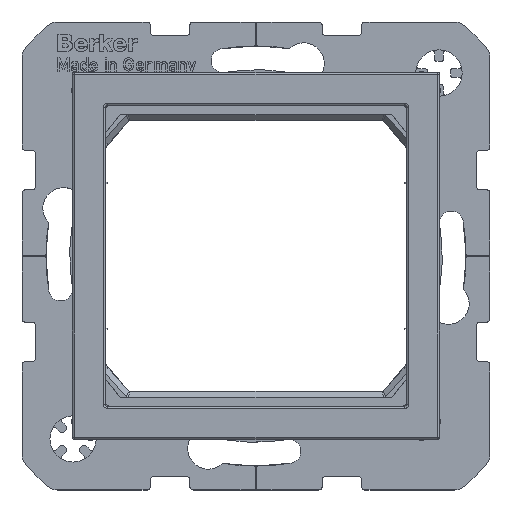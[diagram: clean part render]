
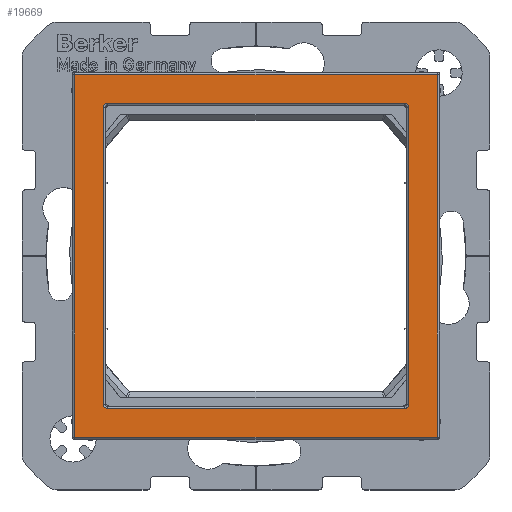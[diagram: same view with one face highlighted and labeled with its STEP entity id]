
A CAD part, top view. The second image highlights one B-rep face of the part: STEP entity #19669.
In plain terms, the highlighted face is planar.
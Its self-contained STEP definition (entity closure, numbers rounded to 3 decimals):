
#248=DIRECTION('',(1.,0.,0.));
#249=VECTOR('',#248,54.881);
#250=CARTESIAN_POINT('',(-27.44,6.2,27.44));
#251=LINE('12139',#250,#249);
#256=DIRECTION('',(0.,0.,1.));
#257=VECTOR('',#256,54.881);
#258=CARTESIAN_POINT('',(-27.44,6.2,-27.44));
#259=LINE('12142',#258,#257);
#263=DIRECTION('',(-1.,0.,0.));
#264=VECTOR('',#263,54.881);
#265=CARTESIAN_POINT('',(27.44,6.2,-27.44));
#266=LINE('12147',#265,#264);
#270=DIRECTION('',(0.,0.,-1.));
#271=VECTOR('',#270,54.881);
#272=CARTESIAN_POINT('',(27.44,6.2,27.44));
#273=LINE('12151',#272,#271);
#277=DIRECTION('',(0.,0.,-1.));
#278=VECTOR('',#277,45.006);
#279=CARTESIAN_POINT('',(23.103,6.2,22.503));
#280=LINE('15431',#279,#278);
#284=CARTESIAN_POINT('',(22.503,6.2,-23.103));
#285=CARTESIAN_POINT('',(22.527,6.2,-23.103));
#286=CARTESIAN_POINT('',(22.574,6.2,-23.1));
#287=CARTESIAN_POINT('',(22.646,6.2,-23.087));
#288=CARTESIAN_POINT('',(22.716,6.2,-23.066));
#289=CARTESIAN_POINT('',(22.782,6.2,-23.036));
#290=CARTESIAN_POINT('',(22.845,6.2,-22.998));
#291=CARTESIAN_POINT('',(22.902,6.2,-22.953));
#292=CARTESIAN_POINT('',(22.953,6.2,-22.902));
#293=CARTESIAN_POINT('',(22.998,6.2,-22.845));
#294=CARTESIAN_POINT('',(23.036,6.2,-22.782));
#295=CARTESIAN_POINT('',(23.066,6.2,-22.716));
#296=CARTESIAN_POINT('',(23.087,6.2,-22.646));
#297=CARTESIAN_POINT('',(23.1,6.2,-22.574));
#298=CARTESIAN_POINT('',(23.103,6.2,-22.527));
#299=CARTESIAN_POINT('',(23.103,6.2,-22.503));
#304=DIRECTION('',(-1.,0.,0.));
#305=VECTOR('',#304,45.006);
#306=CARTESIAN_POINT('',(22.503,6.2,-23.103));
#307=LINE('15438',#306,#305);
#311=CARTESIAN_POINT('',(-23.103,6.2,-22.503));
#312=CARTESIAN_POINT('',(-23.103,6.2,-22.527));
#313=CARTESIAN_POINT('',(-23.1,6.2,-22.574));
#314=CARTESIAN_POINT('',(-23.087,6.2,-22.646));
#315=CARTESIAN_POINT('',(-23.066,6.2,-22.716));
#316=CARTESIAN_POINT('',(-23.036,6.2,-22.782));
#317=CARTESIAN_POINT('',(-22.998,6.2,-22.845));
#318=CARTESIAN_POINT('',(-22.953,6.2,-22.902));
#319=CARTESIAN_POINT('',(-22.902,6.2,-22.953));
#320=CARTESIAN_POINT('',(-22.845,6.2,-22.998));
#321=CARTESIAN_POINT('',(-22.782,6.2,-23.036));
#322=CARTESIAN_POINT('',(-22.716,6.2,-23.066));
#323=CARTESIAN_POINT('',(-22.646,6.2,-23.087));
#324=CARTESIAN_POINT('',(-22.574,6.2,-23.1));
#325=CARTESIAN_POINT('',(-22.527,6.2,-23.103));
#326=CARTESIAN_POINT('',(-22.503,6.2,-23.103));
#331=DIRECTION('',(0.,0.,1.));
#332=VECTOR('',#331,45.006);
#333=CARTESIAN_POINT('',(-23.103,6.2,-22.503));
#334=LINE('15435',#333,#332);
#338=CARTESIAN_POINT('',(-22.503,6.2,23.103));
#339=CARTESIAN_POINT('',(-22.527,6.2,23.103));
#340=CARTESIAN_POINT('',(-22.574,6.2,23.1));
#341=CARTESIAN_POINT('',(-22.646,6.2,23.087));
#342=CARTESIAN_POINT('',(-22.716,6.2,23.066));
#343=CARTESIAN_POINT('',(-22.782,6.2,23.036));
#344=CARTESIAN_POINT('',(-22.845,6.2,22.998));
#345=CARTESIAN_POINT('',(-22.902,6.2,22.953));
#346=CARTESIAN_POINT('',(-22.953,6.2,22.902));
#347=CARTESIAN_POINT('',(-22.998,6.2,22.845));
#348=CARTESIAN_POINT('',(-23.036,6.2,22.782));
#349=CARTESIAN_POINT('',(-23.066,6.2,22.716));
#350=CARTESIAN_POINT('',(-23.087,6.2,22.646));
#351=CARTESIAN_POINT('',(-23.1,6.2,22.574));
#352=CARTESIAN_POINT('',(-23.103,6.2,22.527));
#353=CARTESIAN_POINT('',(-23.103,6.2,22.503));
#358=DIRECTION('',(1.,0.,0.));
#359=VECTOR('',#358,45.006);
#360=CARTESIAN_POINT('',(-22.503,6.2,23.103));
#361=LINE('15433',#360,#359);
#365=CARTESIAN_POINT('',(23.103,6.2,22.503));
#366=CARTESIAN_POINT('',(23.103,6.2,22.527));
#367=CARTESIAN_POINT('',(23.1,6.2,22.574));
#368=CARTESIAN_POINT('',(23.087,6.2,22.646));
#369=CARTESIAN_POINT('',(23.066,6.2,22.716));
#370=CARTESIAN_POINT('',(23.036,6.2,22.782));
#371=CARTESIAN_POINT('',(22.998,6.2,22.845));
#372=CARTESIAN_POINT('',(22.953,6.2,22.902));
#373=CARTESIAN_POINT('',(22.902,6.2,22.953));
#374=CARTESIAN_POINT('',(22.845,6.2,22.998));
#375=CARTESIAN_POINT('',(22.782,6.2,23.036));
#376=CARTESIAN_POINT('',(22.716,6.2,23.066));
#377=CARTESIAN_POINT('',(22.646,6.2,23.087));
#378=CARTESIAN_POINT('',(22.574,6.2,23.1));
#379=CARTESIAN_POINT('',(22.527,6.2,23.103));
#380=CARTESIAN_POINT('',(22.503,6.2,23.103));
#18025=CARTESIAN_POINT('',(-27.44,6.2,27.44));
#18026=CARTESIAN_POINT('',(27.44,6.2,27.44));
#18027=VERTEX_POINT('',#18025);
#18028=VERTEX_POINT('',#18026);
#18035=CARTESIAN_POINT('',(-27.44,6.2,-27.44));
#18036=VERTEX_POINT('',#18035);
#18047=CARTESIAN_POINT('',(27.44,6.2,-27.44));
#18048=VERTEX_POINT('',#18047);
#18581=CARTESIAN_POINT('',(23.103,6.2,22.503));
#18582=CARTESIAN_POINT('',(23.103,6.2,-22.503));
#18583=VERTEX_POINT('',#18581);
#18584=VERTEX_POINT('',#18582);
#18587=CARTESIAN_POINT('',(-22.503,6.2,23.103));
#18588=CARTESIAN_POINT('',(22.503,6.2,23.103));
#18589=VERTEX_POINT('',#18587);
#18590=VERTEX_POINT('',#18588);
#18593=CARTESIAN_POINT('',(-23.103,6.2,-22.503));
#18594=CARTESIAN_POINT('',(-23.103,6.2,22.503));
#18595=VERTEX_POINT('',#18593);
#18596=VERTEX_POINT('',#18594);
#18597=CARTESIAN_POINT('',(22.503,6.2,-23.103));
#18598=CARTESIAN_POINT('',(-22.503,6.2,-23.103));
#18599=VERTEX_POINT('',#18597);
#18600=VERTEX_POINT('',#18598);
#19636=CARTESIAN_POINT('',(0.,6.2,0.));
#19637=DIRECTION('',(0.,1.,0.));
#19638=DIRECTION('',(0.,0.,-1.));
#19639=AXIS2_PLACEMENT_3D('',#19636,#19637,#19638);
#19640=PLANE('12049',#19639);
#19642=ORIENTED_EDGE('12139',*,*,#19641,.F.);
#19644=ORIENTED_EDGE('12142',*,*,#19643,.F.);
#19646=ORIENTED_EDGE('12147',*,*,#19645,.F.);
#19648=ORIENTED_EDGE('12151',*,*,#19647,.F.);
#19649=EDGE_LOOP('12049',(#19642,#19644,#19646,#19648));
#19650=FACE_OUTER_BOUND('12049',#19649,.F.);
#19652=ORIENTED_EDGE('15431',*,*,#19651,.T.);
#19654=ORIENTED_EDGE('15440',*,*,#19653,.F.);
#19656=ORIENTED_EDGE('15438',*,*,#19655,.T.);
#19658=ORIENTED_EDGE('15439',*,*,#19657,.F.);
#19660=ORIENTED_EDGE('15435',*,*,#19659,.T.);
#19662=ORIENTED_EDGE('15441',*,*,#19661,.F.);
#19664=ORIENTED_EDGE('15433',*,*,#19663,.T.);
#19666=ORIENTED_EDGE('16358',*,*,#19665,.F.);
#19667=EDGE_LOOP('12049',(#19652,#19654,#19656,#19658,#19660,#19662,#19664,
#19666));
#19668=FACE_BOUND('12049',#19667,.F.);
#19669=ADVANCED_FACE('12049',(#19650,#19668),#19640,.T.);
#300=B_SPLINE_CURVE_WITH_KNOTS('15440',3,(#284,#285,#286,#287,#288,#289,#290,
#291,#292,#293,#294,#295,#296,#297,#298,#299),.UNSPECIFIED.,.F.,.F.,(4,1,1,1,1,
1,1,1,1,1,1,1,1,4),(0.,0.077,0.154,0.231,
0.308,0.385,0.462,0.538,
0.615,0.692,0.769,0.846,
0.923,1.),.UNSPECIFIED.);
#327=B_SPLINE_CURVE_WITH_KNOTS('15439',3,(#311,#312,#313,#314,#315,#316,#317,
#318,#319,#320,#321,#322,#323,#324,#325,#326),.UNSPECIFIED.,.F.,.F.,(4,1,1,1,1,
1,1,1,1,1,1,1,1,4),(0.,0.077,0.154,0.231,
0.308,0.385,0.462,0.538,
0.615,0.692,0.769,0.846,
0.923,1.),.UNSPECIFIED.);
#354=B_SPLINE_CURVE_WITH_KNOTS('15441',3,(#338,#339,#340,#341,#342,#343,#344,
#345,#346,#347,#348,#349,#350,#351,#352,#353),.UNSPECIFIED.,.F.,.F.,(4,1,1,1,1,
1,1,1,1,1,1,1,1,4),(0.,0.077,0.154,0.231,
0.308,0.385,0.462,0.538,
0.615,0.692,0.769,0.846,
0.923,1.),.UNSPECIFIED.);
#381=B_SPLINE_CURVE_WITH_KNOTS('16358',3,(#365,#366,#367,#368,#369,#370,#371,
#372,#373,#374,#375,#376,#377,#378,#379,#380),.UNSPECIFIED.,.F.,.F.,(4,1,1,1,1,
1,1,1,1,1,1,1,1,4),(0.,0.077,0.154,0.231,
0.308,0.385,0.462,0.538,
0.615,0.692,0.769,0.846,
0.923,1.),.UNSPECIFIED.);
#19641=EDGE_CURVE('12139',#18027,#18028,#251,.T.);
#19643=EDGE_CURVE('12142',#18036,#18027,#259,.T.);
#19645=EDGE_CURVE('12147',#18048,#18036,#266,.T.);
#19647=EDGE_CURVE('12151',#18028,#18048,#273,.T.);
#19651=EDGE_CURVE('15431',#18583,#18584,#280,.T.);
#19653=EDGE_CURVE('15440',#18599,#18584,#300,.T.);
#19655=EDGE_CURVE('15438',#18599,#18600,#307,.T.);
#19657=EDGE_CURVE('15439',#18595,#18600,#327,.T.);
#19659=EDGE_CURVE('15435',#18595,#18596,#334,.T.);
#19661=EDGE_CURVE('15441',#18589,#18596,#354,.T.);
#19663=EDGE_CURVE('15433',#18589,#18590,#361,.T.);
#19665=EDGE_CURVE('16358',#18583,#18590,#381,.T.);
